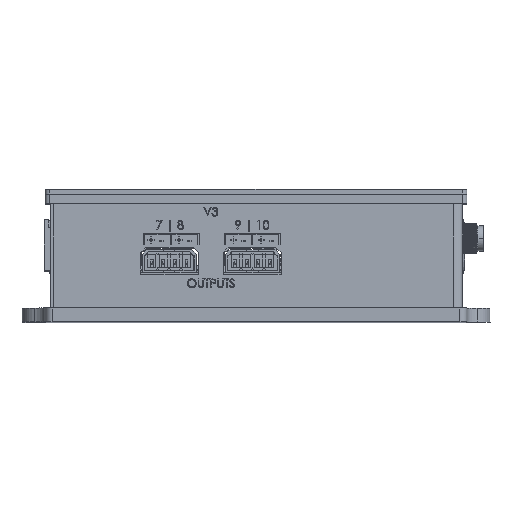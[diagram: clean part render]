
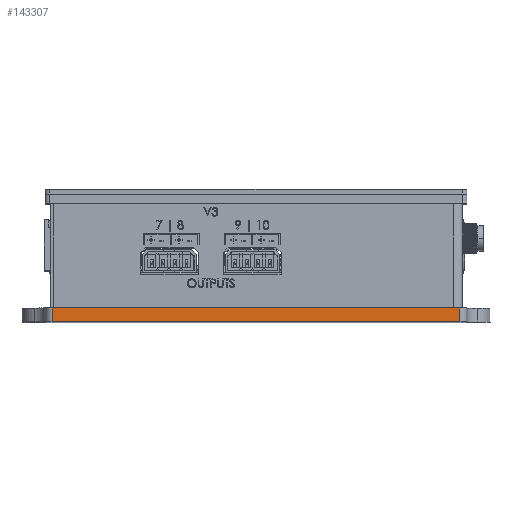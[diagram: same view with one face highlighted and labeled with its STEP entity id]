
A CAD part, top view. The second image highlights one B-rep face of the part: STEP entity #143307.
In plain terms, the highlighted face is planar.
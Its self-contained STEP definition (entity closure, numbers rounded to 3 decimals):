
#1645 = VECTOR ( 'NONE', #55811, 1000. ) ;
#11469 = EDGE_CURVE ( 'NONE', #151543, #54806, #210034, .T. ) ;
#12225 = LINE ( 'NONE', #95212, #35096 ) ;
#15667 = AXIS2_PLACEMENT_3D ( 'NONE', #63302, #130813, #180632 ) ;
#31006 = ORIENTED_EDGE ( 'NONE', *, *, #39405, .T. ) ;
#35096 = VECTOR ( 'NONE', #78608, 1000. ) ;
#39405 = EDGE_CURVE ( 'NONE', #72805, #151543, #12225, .T. ) ;
#44066 = CARTESIAN_POINT ( 'NONE',  ( -61.129, 3., -42.175 ) ) ;
#44561 = PLANE ( 'NONE',  #15667 ) ;
#53043 = ORIENTED_EDGE ( 'NONE', *, *, #157828, .T. ) ;
#54806 = VERTEX_POINT ( 'NONE', #211103 ) ;
#55811 = DIRECTION ( 'NONE',  ( 0., 1., 0. ) ) ;
#61481 = CARTESIAN_POINT ( 'NONE',  ( 28.371, 0., -42.175 ) ) ;
#63302 = CARTESIAN_POINT ( 'NONE',  ( -61.129, 3., -42.175 ) ) ;
#69132 = CARTESIAN_POINT ( 'NONE',  ( -59.629, 3., -42.175 ) ) ;
#72805 = VERTEX_POINT ( 'NONE', #143709 ) ;
#78608 = DIRECTION ( 'NONE',  ( 0., -1., 0. ) ) ;
#80473 = LINE ( 'NONE', #44066, #105246 ) ;
#95212 = CARTESIAN_POINT ( 'NONE',  ( 28.371, 3., -42.175 ) ) ;
#99762 = FACE_OUTER_BOUND ( 'NONE', #143152, .T. ) ;
#105246 = VECTOR ( 'NONE', #129246, 1000. ) ;
#106873 = EDGE_CURVE ( 'NONE', #72805, #158839, #80473, .T. ) ;
#108211 = CARTESIAN_POINT ( 'NONE',  ( -61.129, 0., -42.175 ) ) ;
#125917 = DIRECTION ( 'NONE',  ( -1., 0., 0. ) ) ;
#129246 = DIRECTION ( 'NONE',  ( -1., 0., 0. ) ) ;
#130813 = DIRECTION ( 'NONE',  ( 0., 0., 1. ) ) ;
#133648 = CARTESIAN_POINT ( 'NONE',  ( -59.629, 3., -42.175 ) ) ;
#143152 = EDGE_LOOP ( 'NONE', ( #182837, #53043, #145774, #31006 ) ) ;
#143307 = ADVANCED_FACE ( 'NONE', ( #99762 ), #44561, .F. ) ;
#143709 = CARTESIAN_POINT ( 'NONE',  ( 28.371, 3., -42.175 ) ) ;
#145774 = ORIENTED_EDGE ( 'NONE', *, *, #106873, .F. ) ;
#151543 = VERTEX_POINT ( 'NONE', #61481 ) ;
#157828 = EDGE_CURVE ( 'NONE', #54806, #158839, #207439, .T. ) ;
#158839 = VERTEX_POINT ( 'NONE', #133648 ) ;
#170775 = VECTOR ( 'NONE', #125917, 1000. ) ;
#180632 = DIRECTION ( 'NONE',  ( 1., 0., 0. ) ) ;
#182837 = ORIENTED_EDGE ( 'NONE', *, *, #11469, .T. ) ;
#207439 = LINE ( 'NONE', #69132, #1645 ) ;
#210034 = LINE ( 'NONE', #108211, #170775 ) ;
#211103 = CARTESIAN_POINT ( 'NONE',  ( -59.629, 0., -42.175 ) ) ;
